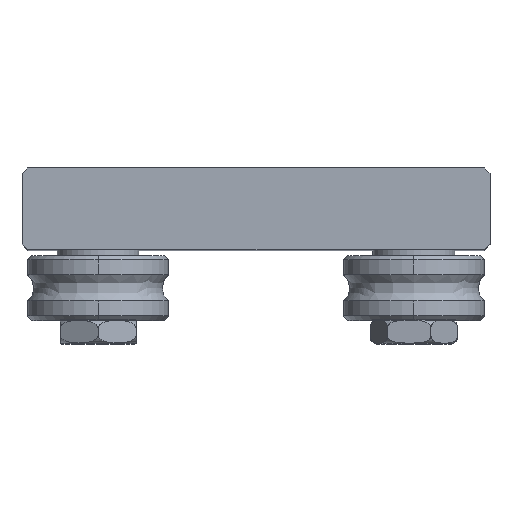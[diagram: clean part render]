
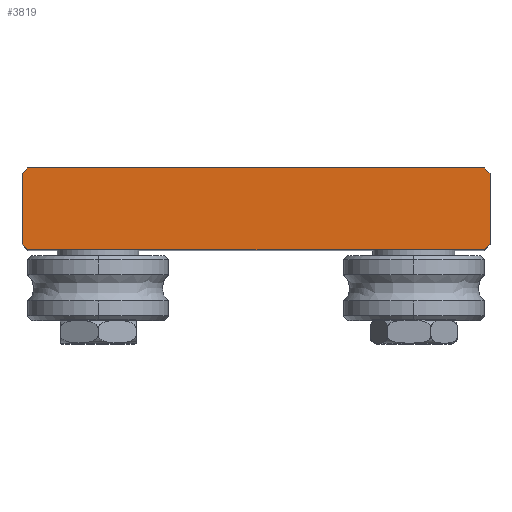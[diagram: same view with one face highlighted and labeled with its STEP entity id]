
A CAD part, top view. The second image highlights one B-rep face of the part: STEP entity #3819.
In plain terms, the highlighted planar face has unit normal (0, 0, 1).
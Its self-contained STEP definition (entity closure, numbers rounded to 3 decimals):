
#42 = LINE ( 'NONE', #8216, #2337 ) ;
#46 = ORIENTED_EDGE ( 'NONE', *, *, #2560, .F. ) ;
#70 = ORIENTED_EDGE ( 'NONE', *, *, #2009, .T. ) ;
#94 = CARTESIAN_POINT ( 'NONE',  ( 40., -6., 45. ) ) ;
#115 = ORIENTED_EDGE ( 'NONE', *, *, #810, .T. ) ;
#220 = CARTESIAN_POINT ( 'NONE',  ( -39., -7., 45. ) ) ;
#375 = PLANE ( 'NONE',  #11768 ) ;
#461 = DIRECTION ( 'NONE',  ( -1., 0., 0. ) ) ;
#545 = ORIENTED_EDGE ( 'NONE', *, *, #5222, .F. ) ;
#810 = EDGE_CURVE ( 'NONE', #10476, #1504, #42, .T. ) ;
#1017 = VECTOR ( 'NONE', #1690, 1000. ) ;
#1085 = ORIENTED_EDGE ( 'NONE', *, *, #3549, .T. ) ;
#1504 = VERTEX_POINT ( 'NONE', #3243 ) ;
#1690 = DIRECTION ( 'NONE',  ( 1., 0., 0. ) ) ;
#1991 = DIRECTION ( 'NONE',  ( -0.707, -0.707, 0. ) ) ;
#2009 = EDGE_CURVE ( 'NONE', #10470, #10954, #7127, .T. ) ;
#2088 = ORIENTED_EDGE ( 'NONE', *, *, #4930, .T. ) ;
#2090 = VECTOR ( 'NONE', #1991, 1000. ) ;
#2228 = VERTEX_POINT ( 'NONE', #4194 ) ;
#2299 = DIRECTION ( 'NONE',  ( 0., 0., -1. ) ) ;
#2337 = VECTOR ( 'NONE', #9017, 1000. ) ;
#2377 = VERTEX_POINT ( 'NONE', #4555 ) ;
#2393 = VECTOR ( 'NONE', #10732, 1000. ) ;
#2395 = LINE ( 'NONE', #5933, #2090 ) ;
#2422 = VECTOR ( 'NONE', #8621, 1000. ) ;
#2560 = EDGE_CURVE ( 'NONE', #10934, #9722, #8099, .T. ) ;
#2655 = CARTESIAN_POINT ( 'NONE',  ( 38.5, -7.5, 45. ) ) ;
#3243 = CARTESIAN_POINT ( 'NONE',  ( -40., -6., 45. ) ) ;
#3471 = CARTESIAN_POINT ( 'NONE',  ( -40., 7., 45. ) ) ;
#3549 = EDGE_CURVE ( 'NONE', #1504, #9722, #12263, .T. ) ;
#3666 = CARTESIAN_POINT ( 'NONE',  ( -40., -6., 45. ) ) ;
#3693 = ORIENTED_EDGE ( 'NONE', *, *, #10495, .T. ) ;
#3719 = CARTESIAN_POINT ( 'NONE',  ( 40., 6., 45. ) ) ;
#3819 = ADVANCED_FACE ( 'NONE', ( #7070 ), #375, .F. ) ;
#4194 = CARTESIAN_POINT ( 'NONE',  ( -39., 7., 45. ) ) ;
#4232 = EDGE_LOOP ( 'NONE', ( #1085, #46, #12622, #70, #2088, #545, #3693, #115 ) ) ;
#4555 = CARTESIAN_POINT ( 'NONE',  ( 39., 7., 45. ) ) ;
#4905 = CARTESIAN_POINT ( 'NONE',  ( -40., 6., 45. ) ) ;
#4930 = EDGE_CURVE ( 'NONE', #10954, #2377, #8503, .T. ) ;
#5222 = EDGE_CURVE ( 'NONE', #2228, #2377, #5507, .T. ) ;
#5507 = LINE ( 'NONE', #3471, #1017 ) ;
#5933 = CARTESIAN_POINT ( 'NONE',  ( -40., 6., 45. ) ) ;
#6054 = VECTOR ( 'NONE', #10547, 1000. ) ;
#6217 = CARTESIAN_POINT ( 'NONE',  ( 0., 0., 45. ) ) ;
#7033 = LINE ( 'NONE', #2655, #7356 ) ;
#7070 = FACE_OUTER_BOUND ( 'NONE', #4232, .T. ) ;
#7127 = LINE ( 'NONE', #10504, #6054 ) ;
#7356 = VECTOR ( 'NONE', #8743, 1000. ) ;
#8099 = LINE ( 'NONE', #12502, #2422 ) ;
#8216 = CARTESIAN_POINT ( 'NONE',  ( -40., 6., 45. ) ) ;
#8267 = VECTOR ( 'NONE', #10485, 1000. ) ;
#8503 = LINE ( 'NONE', #9856, #2393 ) ;
#8621 = DIRECTION ( 'NONE',  ( -1., 0., 0. ) ) ;
#8743 = DIRECTION ( 'NONE',  ( 0.707, 0.707, 0. ) ) ;
#9017 = DIRECTION ( 'NONE',  ( 0., -1., 0. ) ) ;
#9552 = EDGE_CURVE ( 'NONE', #10934, #10470, #7033, .T. ) ;
#9555 = CARTESIAN_POINT ( 'NONE',  ( 39., -7., 45. ) ) ;
#9722 = VERTEX_POINT ( 'NONE', #220 ) ;
#9856 = CARTESIAN_POINT ( 'NONE',  ( 38.5, 7.5, 45. ) ) ;
#10470 = VERTEX_POINT ( 'NONE', #94 ) ;
#10476 = VERTEX_POINT ( 'NONE', #4905 ) ;
#10485 = DIRECTION ( 'NONE',  ( 0.707, -0.707, 0. ) ) ;
#10495 = EDGE_CURVE ( 'NONE', #2228, #10476, #2395, .T. ) ;
#10504 = CARTESIAN_POINT ( 'NONE',  ( 40., 0., 45. ) ) ;
#10547 = DIRECTION ( 'NONE',  ( 0., 1., 0. ) ) ;
#10732 = DIRECTION ( 'NONE',  ( -0.707, 0.707, 0. ) ) ;
#10934 = VERTEX_POINT ( 'NONE', #9555 ) ;
#10954 = VERTEX_POINT ( 'NONE', #3719 ) ;
#11768 = AXIS2_PLACEMENT_3D ( 'NONE', #6217, #2299, #461 ) ;
#12263 = LINE ( 'NONE', #3666, #8267 ) ;
#12502 = CARTESIAN_POINT ( 'NONE',  ( -40., -7., 45. ) ) ;
#12622 = ORIENTED_EDGE ( 'NONE', *, *, #9552, .T. ) ;
